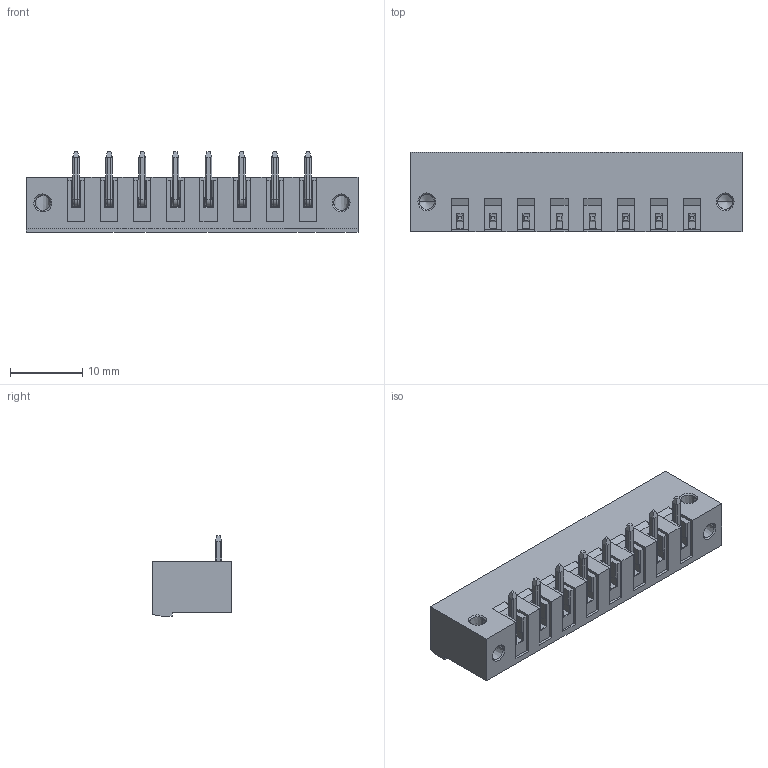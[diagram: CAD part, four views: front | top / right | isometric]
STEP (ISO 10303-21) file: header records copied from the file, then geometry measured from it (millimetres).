
FILE_DESCRIPTION( ('This file contains a STEP AP42 implementation' ,'as created by ZW3D STEP Interface translator.') ,'2;1' );
FILE_NAME( 'PM500-1R08ASM2.stp' ,'231127.172613', (''), ('ZWCAD Software Co.'), 'Version 1.0', 'ZW3D to STEP translator', '' );
FILE_SCHEMA(('AUTOMOTIVE_DESIGN { 1 0 10303 214 1 1 1 1 }'));
Length unit declared in the file: millimetre
Products named in the file (2): 0; PM500-1R08ASM2
Bounding box: 45.85 x 10.99 x 11.17 mm (x, y, z)
Volume: 1760.4 mm3; surface area: 3937.1 mm2
Topology: 11 solids, 11 shells, 1495 faces, 3986 edges, 2526 vertices
Faces by surface type: plane 914, bspline 379, cylinder 166, cone 36
Full cylindrical faces by diameter (mm): 0.514 x1, 1.099 x1
Entity records: 67764 total; most frequent: CARTESIAN_POINT 37768, ORIENTED_EDGE 7964, EDGE_CURVE 3982, B_SPLINE_CURVE_WITH_KNOTS 3553, DIRECTION 2723, VERTEX_POINT 2526, EDGE_LOOP 1536, FACE_OUTER_BOUND 1495
